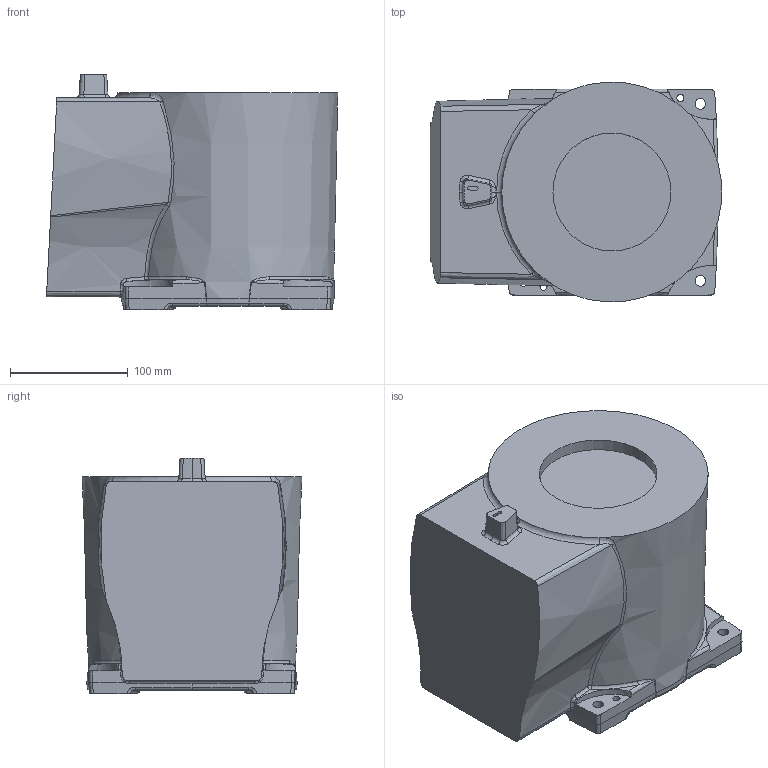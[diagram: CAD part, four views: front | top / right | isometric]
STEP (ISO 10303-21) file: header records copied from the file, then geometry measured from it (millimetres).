
FILE_DESCRIPTION (( 'STEP AP203' ), '1' );
FILE_NAME ('link0_Predeterminado_sldprt.STEP', '2023-06-14T01:22:40', ( '' ), ( '' ), 'SwSTEP 2.0', 'SolidWorks 2022', '' );
FILE_SCHEMA (( 'CONFIG_CONTROL_DESIGN' ));
Length unit declared in the file: millimetre
Products named in the file (1): link0_Predeterminado_sldprt
Bounding box: 246.82 x 186.39 x 200 mm (x, y, z)
Volume: 6420853.8 mm3; surface area: 220232 mm2
Topology: 1 solids, 1 shells, 235 faces, 599 edges, 369 vertices
Faces by surface type: bspline 106, cylinder 43, torus 28, plane 28, cone 22, sphere 8
Entity records: 11703 total; most frequent: CARTESIAN_POINT 6753, ORIENTED_EDGE 1198, DIRECTION 807, EDGE_CURVE 599, VERTEX_POINT 369, AXIS2_PLACEMENT_3D 366, B_SPLINE_CURVE_WITH_KNOTS 280, EDGE_LOOP 250
